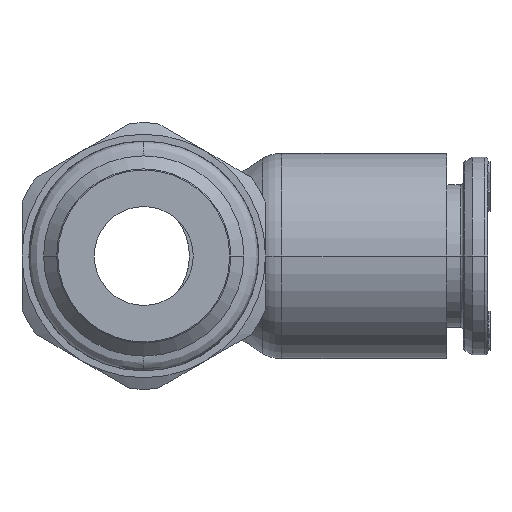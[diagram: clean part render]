
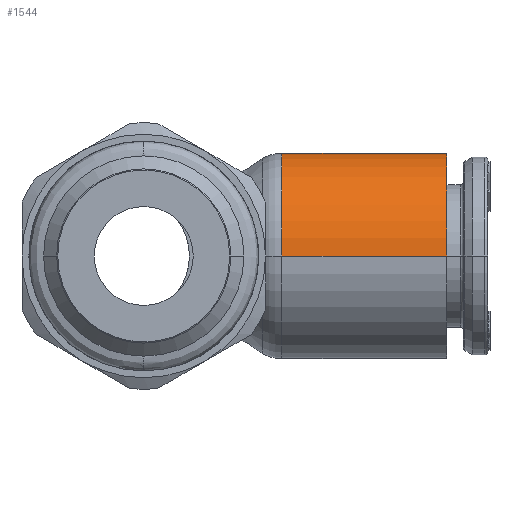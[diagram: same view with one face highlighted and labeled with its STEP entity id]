
A CAD part, left-side view. The second image highlights one B-rep face of the part: STEP entity #1544.
In plain terms, the highlighted cylindrical face has radius 6.75 mm (diameter 13.5 mm), a partial arc.
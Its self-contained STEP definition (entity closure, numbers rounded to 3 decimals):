
#1544=ADVANCED_FACE('',(#4332),#4333,.T.);
#4332=FACE_OUTER_BOUND('',#10624,.T.);
#4333=CYLINDRICAL_SURFACE('',#10625,6.75);
#10624=EDGE_LOOP('',(#21048,#21049,#21050,#21051));
#10625=AXIS2_PLACEMENT_3D('',#21052,#21053,#21054);
#21048=ORIENTED_EDGE('',*,*,#26495,.T.);
#21049=ORIENTED_EDGE('',*,*,#26496,.F.);
#21050=ORIENTED_EDGE('',*,*,#26497,.F.);
#21051=ORIENTED_EDGE('',*,*,#26498,.T.);
#21052=CARTESIAN_POINT('',(0.0,0.995,0.0));
#21053=DIRECTION('',(0.0,1.0,-0.0));
#21054=DIRECTION('',(-1.0,0.0,0.0));
#26495=EDGE_CURVE('',#32472,#32473,#32477,.T.);
#26496=EDGE_CURVE('',#32478,#32473,#32479,.T.);
#26497=EDGE_CURVE('',#32480,#32478,#32481,.T.);
#26498=EDGE_CURVE('',#32480,#32472,#32482,.T.);
#32472=VERTEX_POINT('',#43739);
#32473=VERTEX_POINT('',#43740);
#32477=CIRCLE('',#43744,6.75);
#32478=VERTEX_POINT('',#43745);
#32479=LINE('',#43746,#43747);
#32480=VERTEX_POINT('',#43748);
#32481=CIRCLE('',#43749,6.75);
#32482=LINE('',#43750,#43751);
#43739=CARTESIAN_POINT('',(6.75,-9.07,0.0));
#43740=CARTESIAN_POINT('',(-6.75,-9.07,0.0));
#43744=AXIS2_PLACEMENT_3D('',#49637,#49638,#49639);
#43745=CARTESIAN_POINT('',(-6.75,-19.9,0.0));
#43746=CARTESIAN_POINT('',(-6.75,-19.9,0.0));
#43747=VECTOR('',#49640,10.83);
#43748=CARTESIAN_POINT('',(6.75,-19.9,0.0));
#43749=AXIS2_PLACEMENT_3D('',#49641,#49642,#49643);
#43750=CARTESIAN_POINT('',(6.75,-19.9,0.0));
#43751=VECTOR('',#49644,10.83);
#49637=CARTESIAN_POINT('',(0.0,-9.07,0.0));
#49638=DIRECTION('',(0.0,-1.0,0.0));
#49639=DIRECTION('',(1.0,0.0,0.0));
#49640=DIRECTION('',(0.0,1.0,0.0));
#49641=CARTESIAN_POINT('',(0.0,-19.9,0.0));
#49642=DIRECTION('',(0.0,-1.0,0.0));
#49643=DIRECTION('',(1.0,0.0,0.0));
#49644=DIRECTION('',(0.0,1.0,0.0));
